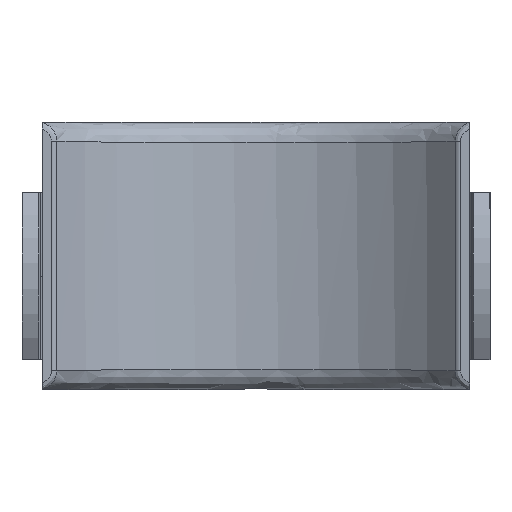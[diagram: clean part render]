
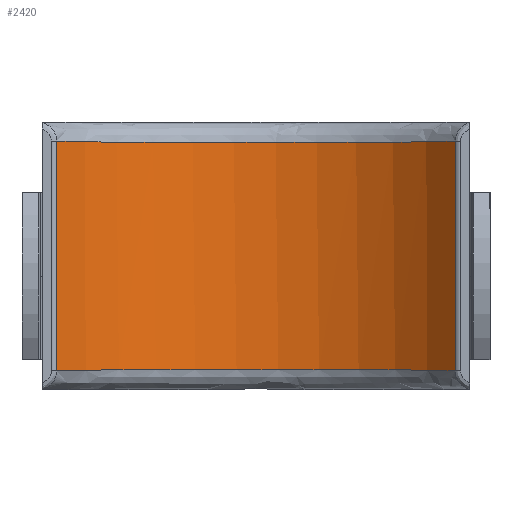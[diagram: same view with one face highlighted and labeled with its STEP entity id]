
A CAD part, front view. The second image highlights one B-rep face of the part: STEP entity #2420.
In plain terms, the highlighted cylindrical face has radius 38.5 mm (diameter 77 mm), a partial arc.
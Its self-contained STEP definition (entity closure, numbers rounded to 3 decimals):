
#100 = CARTESIAN_POINT ( 'NONE',  ( -15.212, -3.126, -17.007 ) ) ;
#127 = CARTESIAN_POINT ( 'NONE',  ( 9.846, -1.253, -17. ) ) ;
#213 = CARTESIAN_POINT ( 'NONE',  ( 11.208, -1.64, 17.001 ) ) ;
#226 = AXIS2_PLACEMENT_3D ( 'NONE', #6166, #4834, #1621 ) ;
#243 = CARTESIAN_POINT ( 'NONE',  ( -13.897, -2.588, 17.004 ) ) ;
#365 = VERTEX_POINT ( 'NONE', #8457 ) ;
#444 = CARTESIAN_POINT ( 'NONE',  ( 29.808, -14.133, -17.159 ) ) ;
#728 = CARTESIAN_POINT ( 'NONE',  ( -29.808, -14.133, -17.159 ) ) ;
#754 = CARTESIAN_POINT ( 'NONE',  ( -13.228, -2.337, -17.003 ) ) ;
#790 = CARTESIAN_POINT ( 'NONE',  ( 13.887, -2.564, -17.004 ) ) ;
#882 = CARTESIAN_POINT ( 'NONE',  ( 7.769, -0.785, 16.999 ) ) ;
#915 = CARTESIAN_POINT ( 'NONE',  ( -15.86, -3.411, 17.008 ) ) ;
#956 = CARTESIAN_POINT ( 'NONE',  ( 29.808, -14.133, 17.159 ) ) ;
#1163 = VERTEX_POINT ( 'NONE', #444 ) ;
#1278 = LINE ( 'NONE', #7028, #4743 ) ;
#1422 = CARTESIAN_POINT ( 'NONE',  ( -9.836, -1.251, -17. ) ) ;
#1428 = ORIENTED_EDGE ( 'NONE', *, *, #6653, .T. ) ;
#1447 = CARTESIAN_POINT ( 'NONE',  ( 19.082, -4.939, -17.017 ) ) ;
#1516 = CARTESIAN_POINT ( 'NONE',  ( 29.808, -14.133, 17.159 ) ) ;
#1545 = CARTESIAN_POINT ( 'NONE',  ( 5.664, -0.412, 16.999 ) ) ;
#1569 = CARTESIAN_POINT ( 'NONE',  ( -21.458, -6.407, 17.029 ) ) ;
#1621 = DIRECTION ( 'NONE',  ( -1., 0., 0. ) ) ;
#2006 = ORIENTED_EDGE ( 'NONE', *, *, #4735, .T. ) ;
#2033 = CARTESIAN_POINT ( 'NONE',  ( -26.418, -10.485, -17.086 ) ) ;
#2057 = CARTESIAN_POINT ( 'NONE',  ( -2.893, -0.002, -16.999 ) ) ;
#2087 = CARTESIAN_POINT ( 'NONE',  ( 24.824, -9.038, -17.063 ) ) ;
#2153 = CARTESIAN_POINT ( 'NONE',  ( 27.938, -11.972, 17.112 ) ) ;
#2155 = EDGE_CURVE ( 'NONE', #1163, #3069, #2951, .T. ) ;
#2185 = CARTESIAN_POINT ( 'NONE',  ( 2.825, -0.077, 16.999 ) ) ;
#2219 = CARTESIAN_POINT ( 'NONE',  ( -24.823, -9.062, 17.064 ) ) ;
#2420 = ADVANCED_FACE ( 'NONE', ( #4389 ), #7649, .F. ) ;
#2472 = DIRECTION ( 'NONE',  ( 0., 0., -1. ) ) ;
#2647 = DIRECTION ( 'NONE',  ( 0., 0., 1. ) ) ;
#2690 = CARTESIAN_POINT ( 'NONE',  ( -24.823, -9.062, -17.064 ) ) ;
#2714 = CARTESIAN_POINT ( 'NONE',  ( 2.825, -0.077, -16.999 ) ) ;
#2744 = CARTESIAN_POINT ( 'NONE',  ( 27.938, -11.972, -17.112 ) ) ;
#2810 = CARTESIAN_POINT ( 'NONE',  ( 24.824, -9.038, 17.063 ) ) ;
#2838 = CARTESIAN_POINT ( 'NONE',  ( -2.893, -0.002, 16.999 ) ) ;
#2865 = CARTESIAN_POINT ( 'NONE',  ( -26.418, -10.485, 17.086 ) ) ;
#2951 = LINE ( 'NONE', #3286, #4287 ) ;
#3069 = VERTEX_POINT ( 'NONE', #956 ) ;
#3286 = CARTESIAN_POINT ( 'NONE',  ( 29.808, -14.133, 20. ) ) ;
#3330 = CARTESIAN_POINT ( 'NONE',  ( -21.458, -6.407, -17.029 ) ) ;
#3341 = CARTESIAN_POINT ( 'NONE',  ( -29.808, -14.133, -17.159 ) ) ;
#3355 = CARTESIAN_POINT ( 'NONE',  ( 5.664, -0.412, -16.999 ) ) ;
#3381 = CARTESIAN_POINT ( 'NONE',  ( 29.808, -14.133, -17.159 ) ) ;
#3456 = CARTESIAN_POINT ( 'NONE',  ( 19.082, -4.939, 17.017 ) ) ;
#3481 = CARTESIAN_POINT ( 'NONE',  ( -9.836, -1.251, 17. ) ) ;
#3514 = CARTESIAN_POINT ( 'NONE',  ( -28.903, -13.027, 17.133 ) ) ;
#3869 = B_SPLINE_CURVE_WITH_KNOTS ( 'NONE', 3,
 ( #1516, #7977, #2153, #6708, #2810, #7376, #3456, #8036, #4127, #213, #4786, #882, #5443, #1545, #6092, #2185, #6739, #2838, #7406, #3481, #8068, #4159, #243, #4814, #915, #5478, #1569, #6116, #2219, #6771, #2865, #7437, #3514, #8096 ),
 .UNSPECIFIED., .F., .F.,
 ( 4, 2, 2, 2, 2, 2, 2, 2, 2, 2, 2, 2, 2, 2, 2, 2, 4 ),
 ( 0., 0.005, 0.009, 0.018, 0.022, 0.026, 0.028, 0.03, 0.035, 0.043, 0.048, 0.05, 0.052, 0.06, 0.063, 0.065, 0.069 ),
 .UNSPECIFIED. ) ;
#4005 = CARTESIAN_POINT ( 'NONE',  ( -15.86, -3.411, -17.008 ) ) ;
#4032 = CARTESIAN_POINT ( 'NONE',  ( 7.769, -0.785, -16.999 ) ) ;
#4127 = CARTESIAN_POINT ( 'NONE',  ( 13.887, -2.564, 17.004 ) ) ;
#4159 = CARTESIAN_POINT ( 'NONE',  ( -13.228, -2.337, 17.003 ) ) ;
#4287 = VECTOR ( 'NONE', #2647, 1000. ) ;
#4389 = FACE_OUTER_BOUND ( 'NONE', #7961, .T. ) ;
#4528 = ORIENTED_EDGE ( 'NONE', *, *, #8127, .T. ) ;
#4661 = CARTESIAN_POINT ( 'NONE',  ( -13.897, -2.588, -17.004 ) ) ;
#4690 = CARTESIAN_POINT ( 'NONE',  ( 11.208, -1.64, -17.001 ) ) ;
#4735 = EDGE_CURVE ( 'NONE', #365, #6798, #1278, .T. ) ;
#4743 = VECTOR ( 'NONE', #2472, 1000. ) ;
#4786 = CARTESIAN_POINT ( 'NONE',  ( 9.846, -1.253, 17. ) ) ;
#4814 = CARTESIAN_POINT ( 'NONE',  ( -15.212, -3.126, 17.007 ) ) ;
#4834 = DIRECTION ( 'NONE',  ( 0., 0., -1. ) ) ;
#5310 = CARTESIAN_POINT ( 'NONE',  ( -11.201, -1.638, -17.001 ) ) ;
#5342 = CARTESIAN_POINT ( 'NONE',  ( 15.206, -3.101, -17.006 ) ) ;
#5443 = CARTESIAN_POINT ( 'NONE',  ( 7.072, -0.648, 16.999 ) ) ;
#5478 = CARTESIAN_POINT ( 'NONE',  ( -19.053, -4.926, 17.017 ) ) ;
#5908 = CARTESIAN_POINT ( 'NONE',  ( -28.903, -13.027, -17.133 ) ) ;
#5929 = CARTESIAN_POINT ( 'NONE',  ( -27.942, -11.976, -17.112 ) ) ;
#5959 = CARTESIAN_POINT ( 'NONE',  ( -5.701, -0.32, -16.999 ) ) ;
#5988 = CARTESIAN_POINT ( 'NONE',  ( 21.484, -6.427, -17.029 ) ) ;
#6092 = CARTESIAN_POINT ( 'NONE',  ( 4.955, -0.313, 16.999 ) ) ;
#6116 = CARTESIAN_POINT ( 'NONE',  ( -24.272, -8.606, 17.058 ) ) ;
#6166 = CARTESIAN_POINT ( 'NONE',  ( 0., -38.5, 20. ) ) ;
#6584 = CARTESIAN_POINT ( 'NONE',  ( -25.895, -10.001, -17.078 ) ) ;
#6618 = CARTESIAN_POINT ( 'NONE',  ( 1.399, 0.001, -16.999 ) ) ;
#6639 = CARTESIAN_POINT ( 'NONE',  ( 25.892, -9.971, -17.077 ) ) ;
#6653 = EDGE_CURVE ( 'NONE', #6798, #1163, #7695, .T. ) ;
#6708 = CARTESIAN_POINT ( 'NONE',  ( 25.892, -9.971, 17.077 ) ) ;
#6739 = CARTESIAN_POINT ( 'NONE',  ( 1.399, 0.001, 16.999 ) ) ;
#6771 = CARTESIAN_POINT ( 'NONE',  ( -25.895, -10.001, 17.078 ) ) ;
#6798 = VERTEX_POINT ( 'NONE', #3341 ) ;
#7028 = CARTESIAN_POINT ( 'NONE',  ( -29.808, -14.133, 20. ) ) ;
#7062 = ORIENTED_EDGE ( 'NONE', *, *, #2155, .T. ) ;
#7248 = CARTESIAN_POINT ( 'NONE',  ( -24.272, -8.606, -17.058 ) ) ;
#7276 = CARTESIAN_POINT ( 'NONE',  ( 4.955, -0.313, -16.999 ) ) ;
#7300 = CARTESIAN_POINT ( 'NONE',  ( 28.903, -13.026, -17.133 ) ) ;
#7376 = CARTESIAN_POINT ( 'NONE',  ( 21.484, -6.427, 17.029 ) ) ;
#7406 = CARTESIAN_POINT ( 'NONE',  ( -5.701, -0.32, 16.999 ) ) ;
#7437 = CARTESIAN_POINT ( 'NONE',  ( -27.942, -11.976, 17.112 ) ) ;
#7649 = CYLINDRICAL_SURFACE ( 'NONE', #226, 38.5 ) ;
#7695 = B_SPLINE_CURVE_WITH_KNOTS ( 'NONE', 3,
 ( #728, #5908, #5929, #2033, #6584, #2690, #7248, #3330, #7914, #4005, #100, #4661, #754, #5310, #1422, #5959, #2057, #6618, #2714, #7276, #3355, #7940, #4032, #127, #4690, #790, #5342, #1447, #5988, #2087, #6639, #2744, #7300, #3381 ),
 .UNSPECIFIED., .F., .F.,
 ( 4, 2, 2, 2, 2, 2, 2, 2, 2, 2, 2, 2, 2, 2, 2, 2, 4 ),
 ( 0., 0.005, 0.007, 0.009, 0.018, 0.02, 0.022, 0.026, 0.035, 0.039, 0.041, 0.043, 0.047, 0.052, 0.06, 0.064, 0.069 ),
 .UNSPECIFIED. ) ;
#7914 = CARTESIAN_POINT ( 'NONE',  ( -19.053, -4.926, -17.017 ) ) ;
#7940 = CARTESIAN_POINT ( 'NONE',  ( 7.072, -0.648, -16.999 ) ) ;
#7961 = EDGE_LOOP ( 'NONE', ( #1428, #7062, #4528, #2006 ) ) ;
#7977 = CARTESIAN_POINT ( 'NONE',  ( 28.903, -13.026, 17.133 ) ) ;
#8036 = CARTESIAN_POINT ( 'NONE',  ( 15.206, -3.101, 17.006 ) ) ;
#8068 = CARTESIAN_POINT ( 'NONE',  ( -11.201, -1.638, 17.001 ) ) ;
#8096 = CARTESIAN_POINT ( 'NONE',  ( -29.808, -14.133, 17.159 ) ) ;
#8127 = EDGE_CURVE ( 'NONE', #3069, #365, #3869, .T. ) ;
#8457 = CARTESIAN_POINT ( 'NONE',  ( -29.808, -14.133, 17.159 ) ) ;
